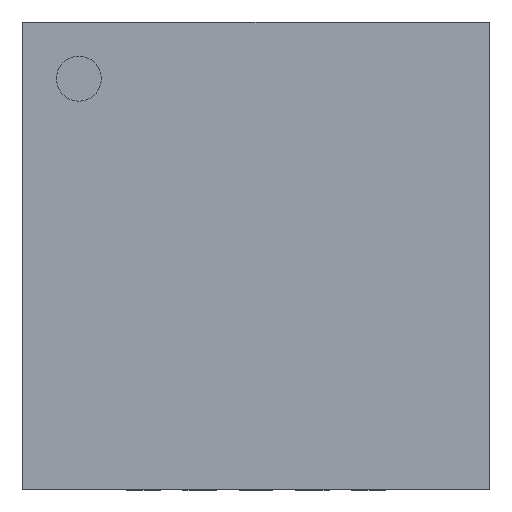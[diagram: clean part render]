
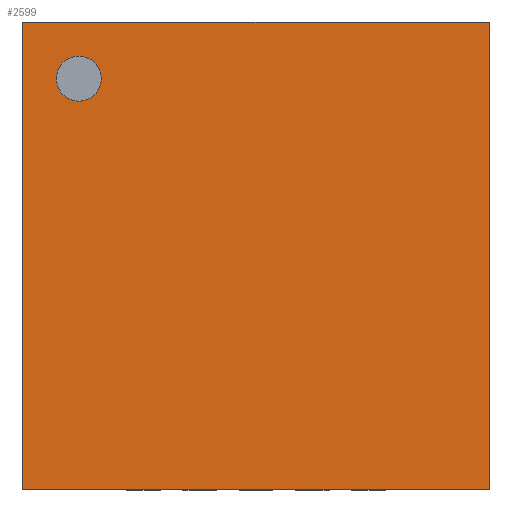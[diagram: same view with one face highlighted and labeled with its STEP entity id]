
A CAD part, top view. The second image highlights one B-rep face of the part: STEP entity #2599.
In plain terms, the highlighted planar face has unit normal (0, 0, 1).
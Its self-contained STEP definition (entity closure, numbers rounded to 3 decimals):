
#295 = CARTESIAN_POINT ( 'NONE',  ( 2.075, -2.075, 1. ) ) ;
#351 = EDGE_CURVE ( 'NONE', #668, #5346, #2609, .T. ) ;
#355 = VERTEX_POINT ( 'NONE', #5733 ) ;
#478 = VERTEX_POINT ( 'NONE', #295 ) ;
#602 = VECTOR ( 'NONE', #5275, 1000. ) ;
#668 = VERTEX_POINT ( 'NONE', #6117 ) ;
#691 = CARTESIAN_POINT ( 'NONE',  ( -2.075, -2.075, 1. ) ) ;
#795 = CARTESIAN_POINT ( 'NONE',  ( -2.075, 2.075, 1. ) ) ;
#928 = ORIENTED_EDGE ( 'NONE', *, *, #1400, .F. ) ;
#1140 = AXIS2_PLACEMENT_3D ( 'NONE', #4143, #3789, #1756 ) ;
#1359 = EDGE_CURVE ( 'NONE', #5883, #3727, #1700, .T. ) ;
#1400 = EDGE_CURVE ( 'NONE', #355, #5883, #4935, .T. ) ;
#1626 = CARTESIAN_POINT ( 'NONE',  ( 2.075, 2.075, 1. ) ) ;
#1700 = LINE ( 'NONE', #6022, #3147 ) ;
#1756 = DIRECTION ( 'NONE',  ( 1., 0., 0. ) ) ;
#1953 = EDGE_LOOP ( 'NONE', ( #2030, #3749, #1987, #928 ) ) ;
#1987 = ORIENTED_EDGE ( 'NONE', *, *, #1359, .F. ) ;
#2030 = ORIENTED_EDGE ( 'NONE', *, *, #3606, .F. ) ;
#2573 = DIRECTION ( 'NONE',  ( 0., 1., 0. ) ) ;
#2599 = ADVANCED_FACE ( 'NONE', ( #3524, #5455 ), #3068, .T. ) ;
#2609 = CIRCLE ( 'NONE', #1140, 0.2 ) ;
#2681 = DIRECTION ( 'NONE',  ( 0., 0., 1. ) ) ;
#2824 = VECTOR ( 'NONE', #2573, 1000. ) ;
#3068 = PLANE ( 'NONE',  #3453 ) ;
#3147 = VECTOR ( 'NONE', #4603, 1000. ) ;
#3381 = VECTOR ( 'NONE', #3540, 1000. ) ;
#3453 = AXIS2_PLACEMENT_3D ( 'NONE', #795, #2681, #4609 ) ;
#3511 = CIRCLE ( 'NONE', #4315, 0.2 ) ;
#3524 = FACE_OUTER_BOUND ( 'NONE', #1953, .T. ) ;
#3540 = DIRECTION ( 'NONE',  ( 0., -1., 0. ) ) ;
#3606 = EDGE_CURVE ( 'NONE', #478, #355, #4299, .T. ) ;
#3715 = EDGE_CURVE ( 'NONE', #3727, #478, #5954, .T. ) ;
#3727 = VERTEX_POINT ( 'NONE', #4924 ) ;
#3749 = ORIENTED_EDGE ( 'NONE', *, *, #3715, .F. ) ;
#3771 = CARTESIAN_POINT ( 'NONE',  ( -1.775, 1.575, 1. ) ) ;
#3789 = DIRECTION ( 'NONE',  ( 0., 0., -1. ) ) ;
#3877 = DIRECTION ( 'NONE',  ( 1., 0., 0. ) ) ;
#3908 = DIRECTION ( 'NONE',  ( 0., 0., -1. ) ) ;
#4143 = CARTESIAN_POINT ( 'NONE',  ( -1.575, 1.575, 1. ) ) ;
#4183 = ORIENTED_EDGE ( 'NONE', *, *, #6099, .T. ) ;
#4299 = LINE ( 'NONE', #4826, #602 ) ;
#4315 = AXIS2_PLACEMENT_3D ( 'NONE', #5295, #3908, #3877 ) ;
#4603 = DIRECTION ( 'NONE',  ( 1., 0., 0. ) ) ;
#4609 = DIRECTION ( 'NONE',  ( 1., 0., 0. ) ) ;
#4826 = CARTESIAN_POINT ( 'NONE',  ( 2.075, -2.075, 1. ) ) ;
#4879 = CARTESIAN_POINT ( 'NONE',  ( -2.075, 2.075, 1. ) ) ;
#4924 = CARTESIAN_POINT ( 'NONE',  ( 2.075, 2.075, 1. ) ) ;
#4935 = LINE ( 'NONE', #691, #2824 ) ;
#5115 = ORIENTED_EDGE ( 'NONE', *, *, #351, .T. ) ;
#5164 = EDGE_LOOP ( 'NONE', ( #5115, #4183 ) ) ;
#5275 = DIRECTION ( 'NONE',  ( -1., 0., 0. ) ) ;
#5295 = CARTESIAN_POINT ( 'NONE',  ( -1.575, 1.575, 1. ) ) ;
#5346 = VERTEX_POINT ( 'NONE', #3771 ) ;
#5455 = FACE_BOUND ( 'NONE', #5164, .T. ) ;
#5733 = CARTESIAN_POINT ( 'NONE',  ( -2.075, -2.075, 1. ) ) ;
#5883 = VERTEX_POINT ( 'NONE', #4879 ) ;
#5954 = LINE ( 'NONE', #1626, #3381 ) ;
#6022 = CARTESIAN_POINT ( 'NONE',  ( -2.075, 2.075, 1. ) ) ;
#6099 = EDGE_CURVE ( 'NONE', #5346, #668, #3511, .T. ) ;
#6117 = CARTESIAN_POINT ( 'NONE',  ( -1.375, 1.575, 1. ) ) ;
